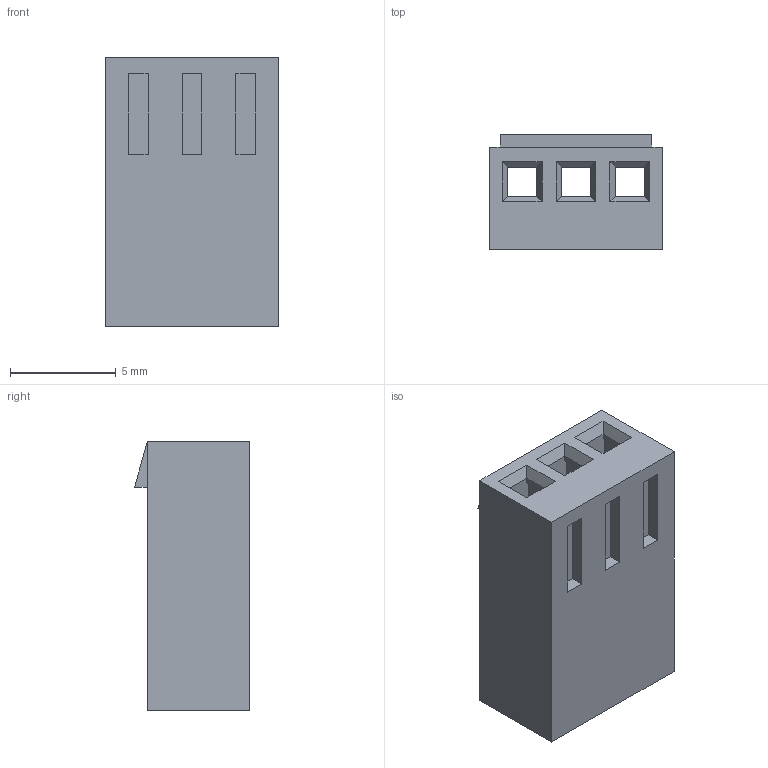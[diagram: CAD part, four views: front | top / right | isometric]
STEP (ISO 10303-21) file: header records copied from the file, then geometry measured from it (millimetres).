
FILE_DESCRIPTION((''),'2;1');
FILE_NAME('022012037','2013-10-11T',('me'),(''),'PRO/ENGINEER BY PARAMETRIC TECHNOLOGY CORPORATION, 2011490','PRO/ENGINEER BY PARAMETRIC TECHNOLOGY CORPORATION, 2011490','');
FILE_SCHEMA(('CONFIG_CONTROL_DESIGN'));
Length unit declared in the file: inch
Products named in the file (1): 022012037
Bounding box: 8.18 x 5.44 x 12.7 mm (x, y, z)
Volume: 334.5 mm3; surface area: 762.3 mm2
Topology: 1 solids, 1 shells, 73 faces, 197 edges, 136 vertices
Faces by surface type: plane 73
Entity records: 2268 total; most frequent: CARTESIAN_POINT 393, ORIENTED_EDGE 380, DIRECTION 345, VECTOR 197, LINE 197, EDGE_CURVE 190, VERTEX_POINT 122, EDGE_LOOP 82
